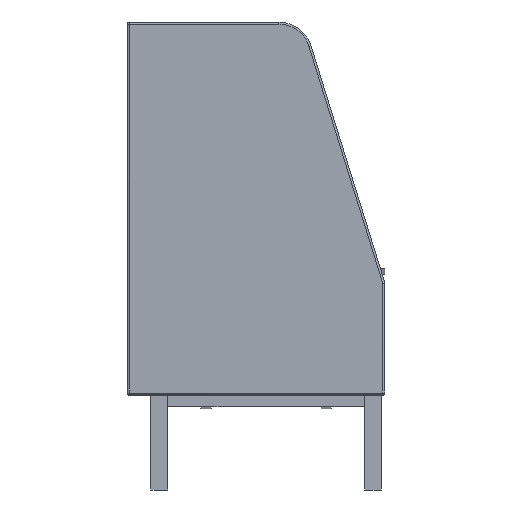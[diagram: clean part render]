
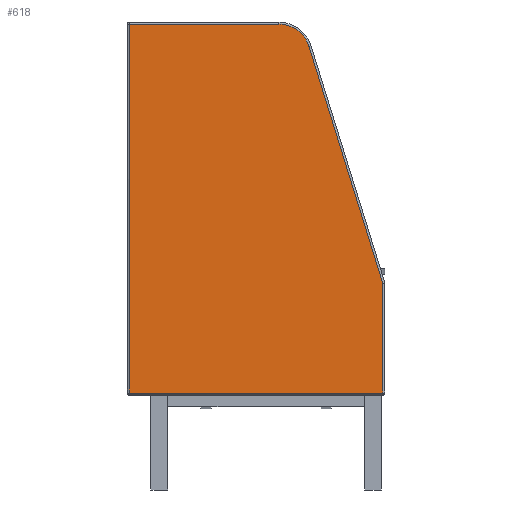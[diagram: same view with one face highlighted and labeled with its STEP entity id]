
A CAD part, left-side view. The second image highlights one B-rep face of the part: STEP entity #618.
In plain terms, the highlighted planar face has unit normal (-1, 0, 0).
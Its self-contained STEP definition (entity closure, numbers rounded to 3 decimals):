
#160=(
BOUNDED_CURVE()
B_SPLINE_CURVE(3,(#5590,#5591,#5592,#5593,#5594,#5595,#5596),
 .UNSPECIFIED.,.F.,.F.)
B_SPLINE_CURVE_WITH_KNOTS((4,1,1,1,4),(0.,29.044,
59.626,90.207,119.251),.UNSPECIFIED.)
CURVE()
GEOMETRIC_REPRESENTATION_ITEM()
RATIONAL_B_SPLINE_CURVE((1.,1.,1.,1.,1.,1.,1.))
REPRESENTATION_ITEM('')
);
#168=(
BOUNDED_CURVE()
B_SPLINE_CURVE(1,(#5615,#5616),.UNSPECIFIED.,.F.,.F.)
B_SPLINE_CURVE_WITH_KNOTS((2,2),(0.,440.424),
 .UNSPECIFIED.)
CURVE()
GEOMETRIC_REPRESENTATION_ITEM()
RATIONAL_B_SPLINE_CURVE((1.,1.))
REPRESENTATION_ITEM('')
);
#194=(
BOUNDED_CURVE()
B_SPLINE_CURVE(1,(#5684,#5685),.UNSPECIFIED.,.F.,.F.)
B_SPLINE_CURVE_WITH_KNOTS((2,2),(6.,329.087),
 .UNSPECIFIED.)
CURVE()
GEOMETRIC_REPRESENTATION_ITEM()
RATIONAL_B_SPLINE_CURVE((1.,1.))
REPRESENTATION_ITEM('')
);
#198=(
BOUNDED_CURVE()
B_SPLINE_CURVE(1,(#5693,#5694),.UNSPECIFIED.,.F.,.F.)
B_SPLINE_CURVE_WITH_KNOTS((2,2),(0.913,732.96),
 .UNSPECIFIED.)
CURVE()
GEOMETRIC_REPRESENTATION_ITEM()
RATIONAL_B_SPLINE_CURVE((1.,1.))
REPRESENTATION_ITEM('')
);
#618=ADVANCED_FACE('',(#868),#3284,.T.);
#868=FACE_OUTER_BOUND('',#1119,.T.);
#1119=EDGE_LOOP('',(#1792,#1793,#1794,#1795,#1796,#1797));
#1792=ORIENTED_EDGE('',*,*,#2532,.T.);
#1793=ORIENTED_EDGE('',*,*,#2536,.T.);
#1794=ORIENTED_EDGE('',*,*,#2498,.T.);
#1795=ORIENTED_EDGE('',*,*,#2506,.T.);
#1796=ORIENTED_EDGE('',*,*,#2495,.T.);
#1797=ORIENTED_EDGE('',*,*,#2494,.T.);
#2494=EDGE_CURVE('',#3132,#3130,#2862,.T.);
#2495=EDGE_CURVE('',#3134,#3132,#2863,.T.);
#2498=EDGE_CURVE('',#3135,#3133,#160,.T.);
#2506=EDGE_CURVE('',#3133,#3134,#168,.T.);
#2532=EDGE_CURVE('',#3130,#3131,#194,.T.);
#2536=EDGE_CURVE('',#3131,#3135,#198,.T.);
#2862=B_SPLINE_CURVE_WITH_KNOTS('',1,(#5576,#5577),.UNSPECIFIED.,.F.,.F.,
(2,2),(6.,754.),.UNSPECIFIED.);
#2863=B_SPLINE_CURVE_WITH_KNOTS('',1,(#5578,#5579),.UNSPECIFIED.,.F.,.F.,
(2,2),(6.,1094.),.UNSPECIFIED.);
#3130=VERTEX_POINT('',#5542);
#3131=VERTEX_POINT('',#5543);
#3132=VERTEX_POINT('',#5544);
#3133=VERTEX_POINT('',#5545);
#3134=VERTEX_POINT('',#5546);
#3135=VERTEX_POINT('',#5547);
#3284=PLANE('',#3465);
#3465=AXIS2_PLACEMENT_3D('',#5275,#3563,$);
#3563=DIRECTION('',(-1.,0.,0.));
#5275=CARTESIAN_POINT('',(0.,855.,142.5));
#5542=CARTESIAN_POINT('',(0.,6.,286.));
#5543=CARTESIAN_POINT('',(0.,6.,609.087));
#5544=CARTESIAN_POINT('',(0.,754.,286.));
#5545=CARTESIAN_POINT('',(0.,313.576,1374.));
#5546=CARTESIAN_POINT('',(0.,754.,1374.));
#5547=CARTESIAN_POINT('',(0.,223.834,1307.971));
#5576=CARTESIAN_POINT('',(0.,754.,286.));
#5577=CARTESIAN_POINT('',(0.,6.,286.));
#5578=CARTESIAN_POINT('',(0.,754.,1374.));
#5579=CARTESIAN_POINT('',(0.,754.,286.));
#5590=CARTESIAN_POINT('',(0.,223.834,1307.971));
#5591=CARTESIAN_POINT('',(0.,226.713,1317.215));
#5592=CARTESIAN_POINT('',(0.,235.583,1335.268));
#5593=CARTESIAN_POINT('',(0.,256.875,1357.064));
#5594=CARTESIAN_POINT('',(0.,284.02,1370.906));
#5595=CARTESIAN_POINT('',(0.,303.895,1374.002));
#5596=CARTESIAN_POINT('',(0.,313.576,1374.));
#5615=CARTESIAN_POINT('',(0.,313.576,1374.));
#5616=CARTESIAN_POINT('',(0.,754.,1374.));
#5684=CARTESIAN_POINT('',(0.,6.,286.));
#5685=CARTESIAN_POINT('',(0.,6.,609.087));
#5693=CARTESIAN_POINT('',(0.,6.,609.087));
#5694=CARTESIAN_POINT('',(0.,223.834,1307.971));
